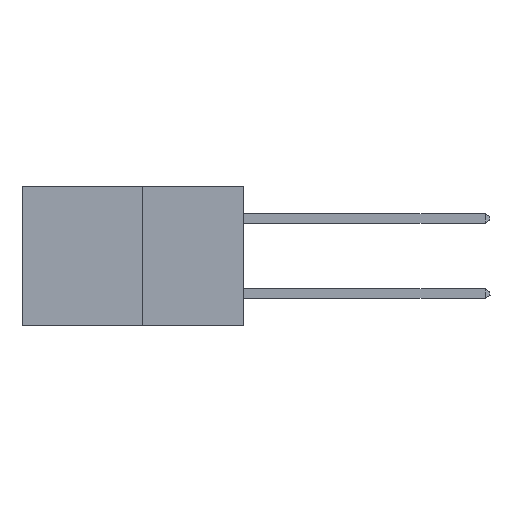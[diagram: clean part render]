
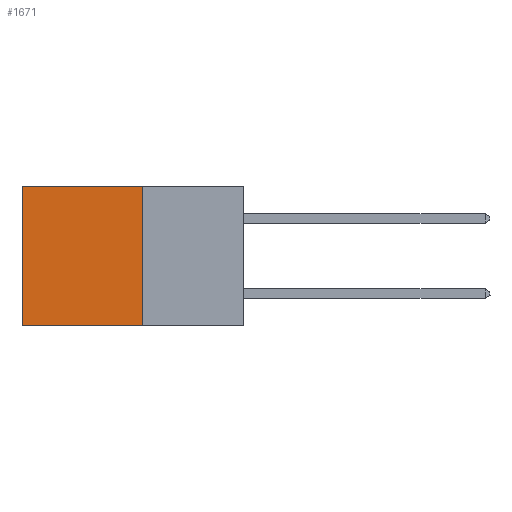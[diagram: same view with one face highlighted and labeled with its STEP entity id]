
A CAD part, left-side view. The second image highlights one B-rep face of the part: STEP entity #1671.
In plain terms, the highlighted planar face has unit normal (-1, 0, 0).
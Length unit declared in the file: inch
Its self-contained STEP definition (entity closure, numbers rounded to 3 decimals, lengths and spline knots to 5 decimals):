
#309 = VECTOR ( 'NONE', #1583, 39.37008 ) ;
#702 = AXIS2_PLACEMENT_3D ( 'NONE', #12505, #3558, #1476 ) ;
#801 = LINE ( 'NONE', #1192, #11526 ) ;
#1155 = VERTEX_POINT ( 'NONE', #6649 ) ;
#1192 = CARTESIAN_POINT ( 'NONE',  ( 0.277, 0.27, 0. ) ) ;
#1252 = CARTESIAN_POINT ( 'NONE',  ( 0.277, 0.27, -0.37 ) ) ;
#1395 = VERTEX_POINT ( 'NONE', #2221 ) ;
#1476 = DIRECTION ( 'NONE',  ( 0., 0., -1. ) ) ;
#1583 = DIRECTION ( 'NONE',  ( 0., 0., -1. ) ) ;
#1647 = EDGE_CURVE ( 'NONE', #5072, #10364, #5077, .T. ) ;
#1671 = ADVANCED_FACE ( 'NONE', ( #7077 ), #8969, .F. ) ;
#1961 = VECTOR ( 'NONE', #2239, 39.37008 ) ;
#2192 = ORIENTED_EDGE ( 'NONE', *, *, #8169, .F. ) ;
#2221 = CARTESIAN_POINT ( 'NONE',  ( 0.277, 0.27, -0.37 ) ) ;
#2239 = DIRECTION ( 'NONE',  ( 0., 1., 0. ) ) ;
#2513 = CARTESIAN_POINT ( 'NONE',  ( 0.277, 0.27, -0.37 ) ) ;
#3558 = DIRECTION ( 'NONE',  ( 1., 0., 0. ) ) ;
#4078 = CARTESIAN_POINT ( 'NONE',  ( 0.277, 0.59, 0. ) ) ;
#4476 = EDGE_CURVE ( 'NONE', #1395, #10364, #9477, .T. ) ;
#4493 = ORIENTED_EDGE ( 'NONE', *, *, #1647, .T. ) ;
#4804 = ORIENTED_EDGE ( 'NONE', *, *, #7919, .T. ) ;
#5072 = VERTEX_POINT ( 'NONE', #4078 ) ;
#5077 = LINE ( 'NONE', #6271, #9997 ) ;
#6271 = CARTESIAN_POINT ( 'NONE',  ( 0.277, 0.59, -0.37 ) ) ;
#6649 = CARTESIAN_POINT ( 'NONE',  ( 0.277, 0.27, 0. ) ) ;
#7077 = FACE_OUTER_BOUND ( 'NONE', #11412, .T. ) ;
#7103 = ORIENTED_EDGE ( 'NONE', *, *, #4476, .F. ) ;
#7919 = EDGE_CURVE ( 'NONE', #1155, #5072, #801, .T. ) ;
#8151 = LINE ( 'NONE', #2513, #309 ) ;
#8169 = EDGE_CURVE ( 'NONE', #1155, #1395, #8151, .T. ) ;
#8969 = PLANE ( 'NONE',  #702 ) ;
#9477 = LINE ( 'NONE', #1252, #1961 ) ;
#9996 = DIRECTION ( 'NONE',  ( 0., 1., 0. ) ) ;
#9997 = VECTOR ( 'NONE', #11447, 39.37008 ) ;
#10364 = VERTEX_POINT ( 'NONE', #10876 ) ;
#10876 = CARTESIAN_POINT ( 'NONE',  ( 0.277, 0.59, -0.37 ) ) ;
#11412 = EDGE_LOOP ( 'NONE', ( #4493, #7103, #2192, #4804 ) ) ;
#11447 = DIRECTION ( 'NONE',  ( 0., 0., -1. ) ) ;
#11526 = VECTOR ( 'NONE', #9996, 39.37008 ) ;
#12505 = CARTESIAN_POINT ( 'NONE',  ( 0.277, 0.27, -0.37 ) ) ;
